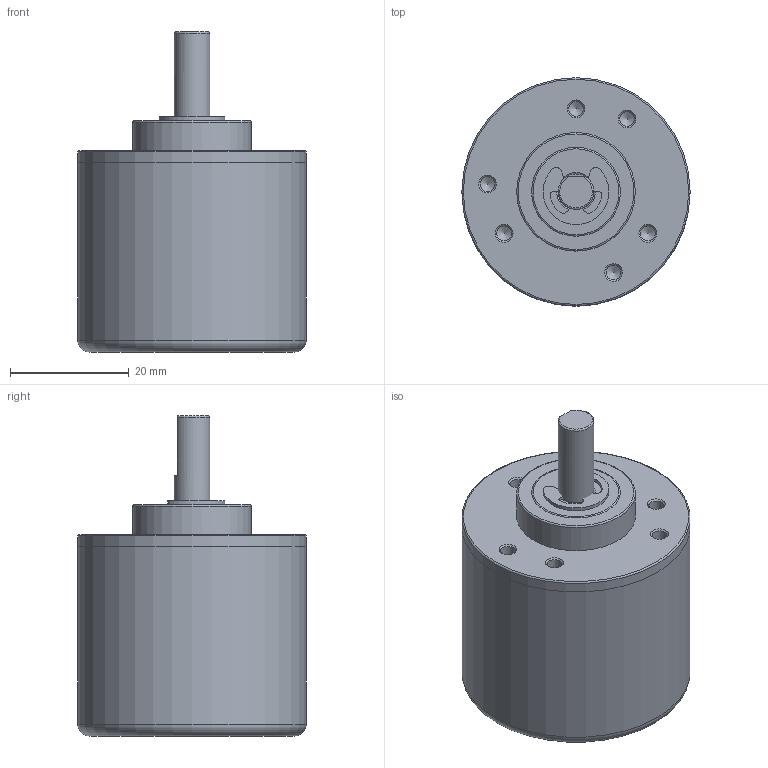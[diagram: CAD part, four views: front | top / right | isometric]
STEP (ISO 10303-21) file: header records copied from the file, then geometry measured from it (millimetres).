
FILE_DESCRIPTION(/* description */ ('STEP AP214'),/* implementation_level */ '2;1');
FILE_NAME(/* name */ '608804373c463411261e2f44',/* time_stamp */ '2021-04-27T12:31:52+00:00',/* author */ (''),/* organization */ (''),/* preprocessor_version */ 'ST-DEVELOPER v18.1',/* originating_system */ ' ',/* authorisation */ ' ');
FILE_SCHEMA (('AUTOMOTIVE_DESIGN {1 0 10303 214 3 1 1}'));
Length unit declared in the file: metre
Products named in the file (11): MBL3806; 696Z Bottom; Spacer; Shaft; PH Pan head screw M2.5x0.45 x 6; 696Z Top; Shell; Body; 0005 E-Clip; Encoder Disc; PCB
Assembly tree (14 placements, depth 2):
  MBL3806
    696Z Bottom
    Spacer  x3
    Shaft
    PH Pan head screw M2.5x0.45 x 6  x3
    696Z Top
    Shell
    Body
    0005 E-Clip
    Encoder Disc
    PCB
Bounding box: 38.5 x 38.5 x 54 mm (x, y, z)
Volume: 24933.3 mm3; surface area: 21884.5 mm2
Topology: 14 solids, 14 shells, 254 faces, 598 edges, 385 vertices
Faces by surface type: plane 143, cylinder 60, cone 33, torus 15, sphere 3
Full cylindrical faces by diameter (mm): 2.5 x21, 5 x5, 6 x4, 11 x1, 15 x4, 16 x1, 20 x1, 35.3 x1, 36.7 x2, 36.734 x1, 36.9 x1, 38.5 x2
Entity records: 4398 total; most frequent: DIRECTION 770, CARTESIAN_POINT 705, ORIENTED_EDGE 544, AXIS2_PLACEMENT_3D 331, EDGE_CURVE 272, FACE_BOUND 270, EDGE_LOOP 259, VERTEX_POINT 224
